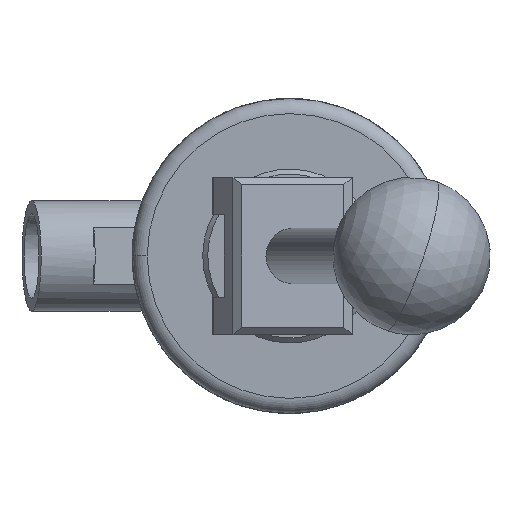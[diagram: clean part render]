
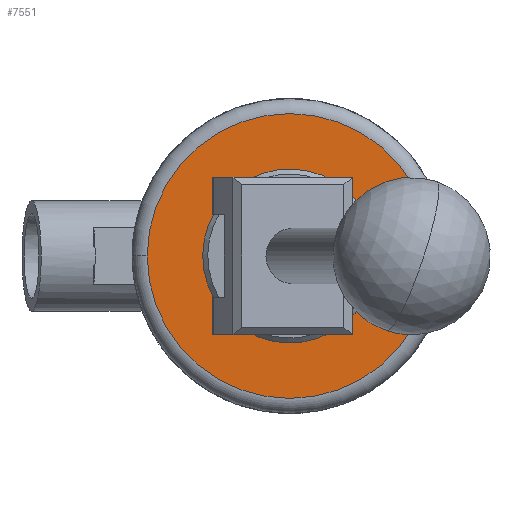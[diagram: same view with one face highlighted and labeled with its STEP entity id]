
A CAD part, front view. The second image highlights one B-rep face of the part: STEP entity #7551.
In plain terms, the highlighted planar face has unit normal (0, -1, 0).
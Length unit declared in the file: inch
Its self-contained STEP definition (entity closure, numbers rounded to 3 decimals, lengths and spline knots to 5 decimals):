
#77 = EDGE_LOOP ( 'NONE', ( #1325, #12601 ) ) ;
#408 = AXIS2_PLACEMENT_3D ( 'NONE', #13200, #5007, #3680 ) ;
#1309 = EDGE_LOOP ( 'NONE', ( #14263, #13415 ) ) ;
#1325 = ORIENTED_EDGE ( 'NONE', *, *, #13251, .F. ) ;
#1482 = DIRECTION ( 'NONE',  ( 1., 0., 0. ) ) ;
#1937 = CIRCLE ( 'NONE', #10872, 0.348 ) ;
#2528 = CIRCLE ( 'NONE', #11973, 1.13 ) ;
#2673 = CARTESIAN_POINT ( 'NONE',  ( 1.13, 0., 0. ) ) ;
#3000 = DIRECTION ( 'NONE',  ( 1., 0., 0. ) ) ;
#3357 = DIRECTION ( 'NONE',  ( 0., -1., 0. ) ) ;
#3428 = VERTEX_POINT ( 'NONE', #13855 ) ;
#3664 = CARTESIAN_POINT ( 'NONE',  ( 0., 0., -0.348 ) ) ;
#3680 = DIRECTION ( 'NONE',  ( 1., 0., 0. ) ) ;
#4014 = CARTESIAN_POINT ( 'NONE',  ( -1.13, 0., 0. ) ) ;
#5007 = DIRECTION ( 'NONE',  ( 0., -1., 0. ) ) ;
#5265 = CARTESIAN_POINT ( 'NONE',  ( -0.348, 0., 0. ) ) ;
#5880 = AXIS2_PLACEMENT_3D ( 'NONE', #3664, #3357, #14360 ) ;
#5919 = DIRECTION ( 'NONE',  ( 0., -1., 0. ) ) ;
#6683 = DIRECTION ( 'NONE',  ( 0., -1., 0. ) ) ;
#7126 = CIRCLE ( 'NONE', #408, 0.348 ) ;
#7551 = ADVANCED_FACE ( 'NONE', ( #9285, #14208 ), #14047, .T. ) ;
#8666 = DIRECTION ( 'NONE',  ( 0., -1., 0. ) ) ;
#8856 = CARTESIAN_POINT ( 'NONE',  ( 0., 0., 0. ) ) ;
#9285 = FACE_OUTER_BOUND ( 'NONE', #1309, .T. ) ;
#9812 = VERTEX_POINT ( 'NONE', #5265 ) ;
#10415 = VERTEX_POINT ( 'NONE', #2673 ) ;
#10725 = CARTESIAN_POINT ( 'NONE',  ( 0., 0., 0. ) ) ;
#10872 = AXIS2_PLACEMENT_3D ( 'NONE', #10725, #5919, #1482 ) ;
#10931 = VERTEX_POINT ( 'NONE', #4014 ) ;
#11233 = CARTESIAN_POINT ( 'NONE',  ( 0., 0., 0. ) ) ;
#11524 = EDGE_CURVE ( 'NONE', #9812, #3428, #1937, .T. ) ;
#11973 = AXIS2_PLACEMENT_3D ( 'NONE', #8856, #6683, #3000 ) ;
#12072 = AXIS2_PLACEMENT_3D ( 'NONE', #11233, #8666, #13510 ) ;
#12571 = EDGE_CURVE ( 'NONE', #10931, #10415, #13320, .T. ) ;
#12601 = ORIENTED_EDGE ( 'NONE', *, *, #11524, .F. ) ;
#13200 = CARTESIAN_POINT ( 'NONE',  ( 0., 0., 0. ) ) ;
#13251 = EDGE_CURVE ( 'NONE', #3428, #9812, #7126, .T. ) ;
#13320 = CIRCLE ( 'NONE', #12072, 1.13 ) ;
#13415 = ORIENTED_EDGE ( 'NONE', *, *, #12571, .T. ) ;
#13510 = DIRECTION ( 'NONE',  ( 1., 0., 0. ) ) ;
#13855 = CARTESIAN_POINT ( 'NONE',  ( 0.348, 0., 0. ) ) ;
#14047 = PLANE ( 'NONE',  #5880 ) ;
#14208 = FACE_BOUND ( 'NONE', #77, .T. ) ;
#14263 = ORIENTED_EDGE ( 'NONE', *, *, #15257, .T. ) ;
#14360 = DIRECTION ( 'NONE',  ( 1., 0., 0. ) ) ;
#15257 = EDGE_CURVE ( 'NONE', #10415, #10931, #2528, .T. ) ;
